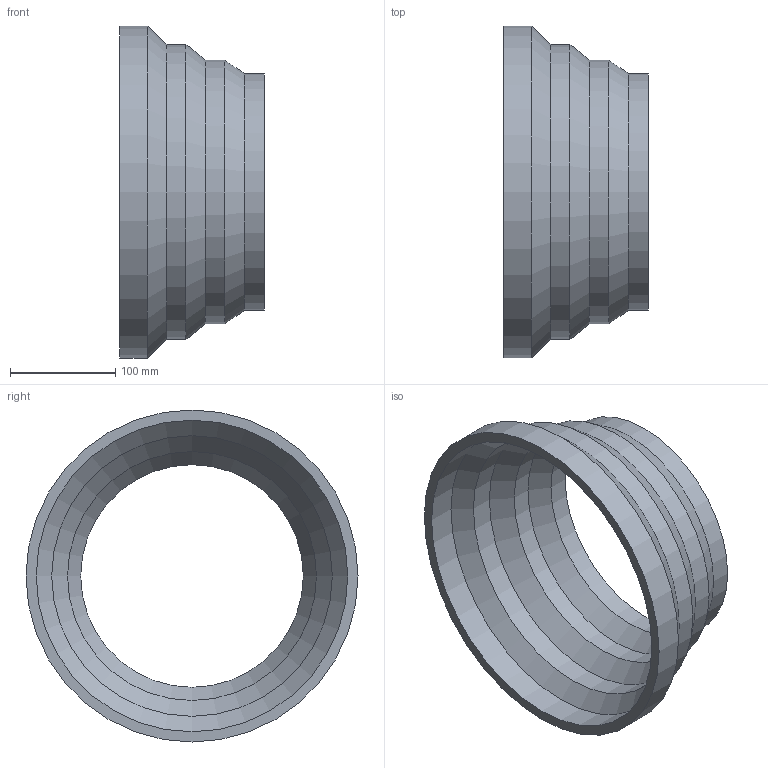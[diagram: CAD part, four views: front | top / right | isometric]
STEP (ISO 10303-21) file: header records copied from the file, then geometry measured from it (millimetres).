
FILE_DESCRIPTION( ( 'STEP AP203' ), '1' );
FILE_NAME( '30007312233(architecture400).stp', '2022-04-27T10:47:49', ( 'License CC BY-ND 4.0' ), ( 'CADENAS' ), ' ', 'PARTsolutions', ' ' );
FILE_SCHEMA( ( 'CONFIG_CONTROL_DESIGN' ) );
Length unit declared in the file: millimetre
Products named in the file (1): _30007312233(architecture400)
Bounding box: 137 x 315 x 315 mm (x, y, z)
Volume: 890480.5 mm3; surface area: 265367.3 mm2
Topology: 1 solids, 1 shells, 16 faces, 30 edges, 16 vertices
Faces by surface type: cylinder 8, cone 6, plane 2
Full cylindrical faces by diameter (mm): 211.2 x1, 225 x1, 236.2 x1, 250 x1, 266.2 x1, 280 x1, 295.6 x1, 315 x1
Entity records: 372 total; most frequent: DIRECTION 66, CARTESIAN_POINT 49, AXIS2_PLACEMENT_3D 33, EDGE_LOOP 32, ORIENTED_EDGE 32, FACE_OUTER_BOUND 24, ADVANCED_FACE 16, EDGE_CURVE 16
